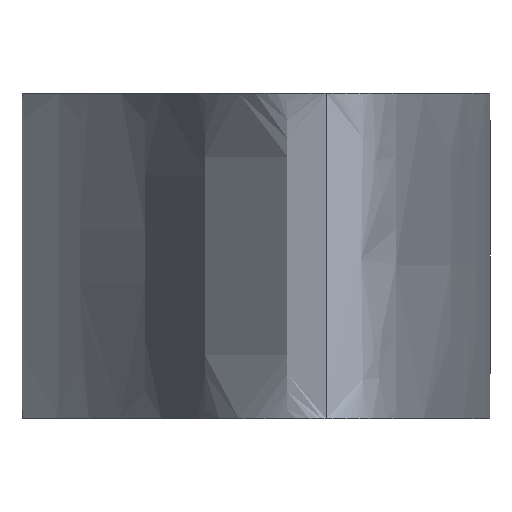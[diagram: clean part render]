
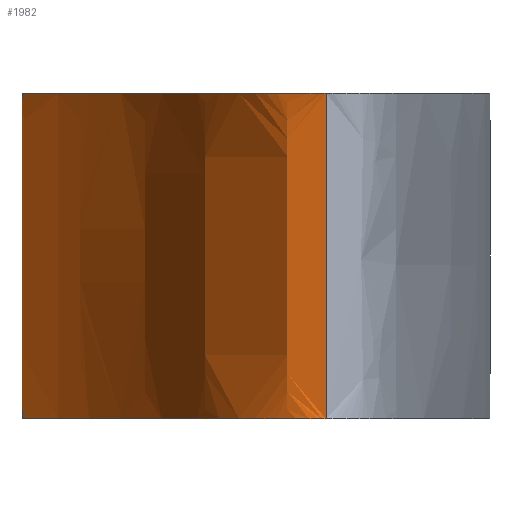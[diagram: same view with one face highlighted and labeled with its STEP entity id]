
A CAD part, left-side view. The second image highlights one B-rep face of the part: STEP entity #1982.
In plain terms, the highlighted face is a extrusion surface.
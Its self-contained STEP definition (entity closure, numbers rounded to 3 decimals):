
#1=CARTESIAN_POINT('',(0.,0.,0.));
#39=CARTESIAN_POINT('',(533.4,41.593,0.));
#40=CARTESIAN_POINT('',(531.341,41.961,0.));
#41=CARTESIAN_POINT('',(523.231,43.398,0.));
#42=CARTESIAN_POINT('',(509.065,45.795,0.));
#43=CARTESIAN_POINT('',(490.875,48.527,0.));
#44=CARTESIAN_POINT('',(472.702,51.11,0.));
#45=CARTESIAN_POINT('',(454.511,53.316,0.));
#46=CARTESIAN_POINT('',(436.346,55.44,0.));
#47=CARTESIAN_POINT('',(418.148,56.953,0.));
#48=CARTESIAN_POINT('',(399.972,58.383,0.));
#49=CARTESIAN_POINT('',(381.786,59.441,0.));
#50=CARTESIAN_POINT('',(363.606,60.325,0.));
#51=CARTESIAN_POINT('',(345.424,60.968,0.));
#52=CARTESIAN_POINT('',(327.243,61.439,0.));
#53=CARTESIAN_POINT('',(309.061,61.53,0.));
#54=CARTESIAN_POINT('',(290.88,61.57,0.));
#55=CARTESIAN_POINT('',(272.7,61.318,0.));
#56=CARTESIAN_POINT('',(254.518,60.977,0.));
#57=CARTESIAN_POINT('',(236.335,60.411,0.));
#58=CARTESIAN_POINT('',(218.154,59.523,0.));
#59=CARTESIAN_POINT('',(199.977,58.406,0.));
#60=CARTESIAN_POINT('',(181.789,57.216,0.));
#61=CARTESIAN_POINT('',(163.608,55.672,0.));
#62=CARTESIAN_POINT('',(145.42,53.875,0.));
#63=CARTESIAN_POINT('',(127.236,51.692,0.));
#64=CARTESIAN_POINT('',(109.056,49.127,0.));
#65=CARTESIAN_POINT('',(90.842,46.29,0.));
#66=CARTESIAN_POINT('',(72.639,42.717,0.));
#67=CARTESIAN_POINT('',(54.382,38.408,0.));
#68=CARTESIAN_POINT('',(39.181,33.822,0.));
#69=CARTESIAN_POINT('',(27.08,28.95,0.));
#70=CARTESIAN_POINT('',(17.781,24.187,0.));
#71=CARTESIAN_POINT('',(9.677,18.534,0.));
#72=CARTESIAN_POINT('',(4.064,12.68,0.));
#73=CARTESIAN_POINT('',(0.888,6.743,0.));
#74=CARTESIAN_POINT('',(-0.468,2.481,0.));
#75=CARTESIAN_POINT('',(0.,0.,0.));
#475=DIRECTION('',(0.,0.,-1.));
#476=VECTOR('',#475,65.);
#477=CARTESIAN_POINT('',(0.,0.,0.));
#478=LINE('',#477,#476);
#487=DIRECTION('',(0.,0.,-1.));
#488=VECTOR('',#487,65.);
#489=CARTESIAN_POINT('',(533.4,41.593,0.));
#490=LINE('',#489,#488);
#491=CARTESIAN_POINT('',(0.,0.,-65.));
#537=CARTESIAN_POINT('',(533.4,41.593,-65.));
#538=CARTESIAN_POINT('',(531.341,41.961,-65.));
#539=CARTESIAN_POINT('',(523.231,43.398,-65.));
#540=CARTESIAN_POINT('',(509.065,45.795,-65.));
#541=CARTESIAN_POINT('',(490.875,48.527,-65.));
#542=CARTESIAN_POINT('',(472.702,51.11,-65.));
#543=CARTESIAN_POINT('',(454.511,53.316,-65.));
#544=CARTESIAN_POINT('',(436.346,55.44,-65.));
#545=CARTESIAN_POINT('',(418.148,56.953,-65.));
#546=CARTESIAN_POINT('',(399.972,58.383,-65.));
#547=CARTESIAN_POINT('',(381.786,59.441,-65.));
#548=CARTESIAN_POINT('',(363.606,60.325,-65.));
#549=CARTESIAN_POINT('',(345.424,60.968,-65.));
#550=CARTESIAN_POINT('',(327.243,61.439,-65.));
#551=CARTESIAN_POINT('',(309.061,61.53,-65.));
#552=CARTESIAN_POINT('',(290.88,61.57,-65.));
#553=CARTESIAN_POINT('',(272.7,61.318,-65.));
#554=CARTESIAN_POINT('',(254.518,60.977,-65.));
#555=CARTESIAN_POINT('',(236.335,60.411,-65.));
#556=CARTESIAN_POINT('',(218.154,59.523,-65.));
#557=CARTESIAN_POINT('',(199.977,58.406,-65.));
#558=CARTESIAN_POINT('',(181.789,57.216,-65.));
#559=CARTESIAN_POINT('',(163.608,55.672,-65.));
#560=CARTESIAN_POINT('',(145.42,53.875,-65.));
#561=CARTESIAN_POINT('',(127.236,51.692,-65.));
#562=CARTESIAN_POINT('',(109.056,49.127,-65.));
#563=CARTESIAN_POINT('',(90.842,46.29,-65.));
#564=CARTESIAN_POINT('',(72.639,42.717,-65.));
#565=CARTESIAN_POINT('',(54.382,38.408,-65.));
#566=CARTESIAN_POINT('',(39.181,33.822,-65.));
#567=CARTESIAN_POINT('',(27.08,28.95,-65.));
#568=CARTESIAN_POINT('',(17.781,24.187,-65.));
#569=CARTESIAN_POINT('',(9.677,18.534,-65.));
#570=CARTESIAN_POINT('',(4.064,12.68,-65.));
#571=CARTESIAN_POINT('',(0.888,6.743,-65.));
#572=CARTESIAN_POINT('',(-0.468,2.481,-65.));
#573=CARTESIAN_POINT('',(0.,0.,-65.));
#1277=VERTEX_POINT('',#1);
#1281=CARTESIAN_POINT('',(533.4,41.593,0.));
#1282=VERTEX_POINT('',#1281);
#1283=VERTEX_POINT('',#491);
#1287=CARTESIAN_POINT('',(533.4,41.593,-65.));
#1288=VERTEX_POINT('',#1287);
#1932=CARTESIAN_POINT('',(0.365,-1.263,0.));
#1933=CARTESIAN_POINT('',(0.2,-0.85,0.));
#1934=CARTESIAN_POINT('',(-0.614,2.019,0.));
#1935=CARTESIAN_POINT('',(0.888,6.743,0.));
#1936=CARTESIAN_POINT('',(4.064,12.68,0.));
#1937=CARTESIAN_POINT('',(9.677,18.534,0.));
#1938=CARTESIAN_POINT('',(17.781,24.187,0.));
#1939=CARTESIAN_POINT('',(27.08,28.95,0.));
#1940=CARTESIAN_POINT('',(39.181,33.822,0.));
#1941=CARTESIAN_POINT('',(54.382,38.408,0.));
#1942=CARTESIAN_POINT('',(72.639,42.717,0.));
#1943=CARTESIAN_POINT('',(90.842,46.29,0.));
#1944=CARTESIAN_POINT('',(109.056,49.127,0.));
#1945=CARTESIAN_POINT('',(127.236,51.692,0.));
#1946=CARTESIAN_POINT('',(145.42,53.875,0.));
#1947=CARTESIAN_POINT('',(163.608,55.672,0.));
#1948=CARTESIAN_POINT('',(181.789,57.216,0.));
#1949=CARTESIAN_POINT('',(199.977,58.406,0.));
#1950=CARTESIAN_POINT('',(218.154,59.523,0.));
#1951=CARTESIAN_POINT('',(236.335,60.411,0.));
#1952=CARTESIAN_POINT('',(254.518,60.977,0.));
#1953=CARTESIAN_POINT('',(272.7,61.318,0.));
#1954=CARTESIAN_POINT('',(290.88,61.57,0.));
#1955=CARTESIAN_POINT('',(309.061,61.53,0.));
#1956=CARTESIAN_POINT('',(327.243,61.439,0.));
#1957=CARTESIAN_POINT('',(345.424,60.968,0.));
#1958=CARTESIAN_POINT('',(363.606,60.325,0.));
#1959=CARTESIAN_POINT('',(381.786,59.441,0.));
#1960=CARTESIAN_POINT('',(399.972,58.383,0.));
#1961=CARTESIAN_POINT('',(418.148,56.953,0.));
#1962=CARTESIAN_POINT('',(436.346,55.44,0.));
#1963=CARTESIAN_POINT('',(454.511,53.316,0.));
#1964=CARTESIAN_POINT('',(472.702,51.11,0.));
#1965=CARTESIAN_POINT('',(490.875,48.527,0.));
#1966=CARTESIAN_POINT('',(509.065,45.795,0.));
#1967=CARTESIAN_POINT('',(523.231,43.398,0.));
#1968=CARTESIAN_POINT('',(534.967,41.319,0.));
#1969=CARTESIAN_POINT('',(540.649,40.286,0.));
#1970=CARTESIAN_POINT('',(544.271,39.622,0.));
#1972=DIRECTION('',(0.,0.,1.));
#1973=VECTOR('',#1972,1.);
#1974=SURFACE_OF_LINEAR_EXTRUSION('',#1971,#1973);
#1975=ORIENTED_EDGE('',*,*,#1608,.T.);
#1976=ORIENTED_EDGE('',*,*,#1899,.T.);
#1978=ORIENTED_EDGE('',*,*,#1977,.F.);
#1979=ORIENTED_EDGE('',*,*,#1924,.F.);
#1980=EDGE_LOOP('',(#1975,#1976,#1978,#1979));
#1981=FACE_OUTER_BOUND('',#1980,.F.);
#1982=ADVANCED_FACE('',(#1981),#1974,.F.);
#76=B_SPLINE_CURVE_WITH_KNOTS('',3,(#39,#40,#41,#42,#43,#44,#45,#46,#47,#48,#49,
#50,#51,#52,#53,#54,#55,#56,#57,#58,#59,#60,#61,#62,#63,#64,#65,#66,#67,#68,#69,
#70,#71,#72,#73,#74,#75),.UNSPECIFIED.,.F.,.F.,(4,1,1,1,1,1,1,1,1,1,1,1,1,1,1,1,
1,1,1,1,1,1,1,1,1,1,1,1,1,1,1,1,1,1,4),(0.,0.011,
0.045,0.078,0.111,0.144,
0.178,0.211,0.244,0.277,
0.309,0.342,0.375,0.408,
0.441,0.474,0.507,0.54,
0.573,0.606,0.639,0.672,
0.705,0.738,0.771,0.805,
0.838,0.872,0.906,0.924,
0.943,0.963,0.978,0.986,1.),
.UNSPECIFIED.);
#574=B_SPLINE_CURVE_WITH_KNOTS('',3,(#537,#538,#539,#540,#541,#542,#543,#544,
#545,#546,#547,#548,#549,#550,#551,#552,#553,#554,#555,#556,#557,#558,#559,#560,
#561,#562,#563,#564,#565,#566,#567,#568,#569,#570,#571,#572,#573),.UNSPECIFIED.,
.F.,.F.,(4,1,1,1,1,1,1,1,1,1,1,1,1,1,1,1,1,1,1,1,1,1,1,1,1,1,1,1,1,1,1,1,1,1,4),
(0.,0.011,0.045,0.078,0.111,
0.144,0.178,0.211,0.244,
0.277,0.309,0.342,0.375,
0.408,0.441,0.474,0.507,
0.54,0.573,0.606,0.639,
0.672,0.705,0.738,0.771,
0.805,0.838,0.872,0.906,
0.924,0.943,0.963,0.978,
0.986,1.),.UNSPECIFIED.);
#1608=EDGE_CURVE('',#1282,#1277,#76,.T.);
#1899=EDGE_CURVE('',#1277,#1283,#478,.T.);
#1924=EDGE_CURVE('',#1282,#1288,#490,.T.);
#1971=B_SPLINE_CURVE_WITH_KNOTS('',3,(#1932,#1933,#1934,#1935,#1936,#1937,#1938,
#1939,#1940,#1941,#1942,#1943,#1944,#1945,#1946,#1947,#1948,#1949,#1950,#1951,
#1952,#1953,#1954,#1955,#1956,#1957,#1958,#1959,#1960,#1961,#1962,#1963,#1964,
#1965,#1966,#1967,#1968,#1969,#1970),.UNSPECIFIED.,.F.,.F.,(4,1,1,1,1,1,1,1,1,1,
1,1,1,1,1,1,1,1,1,1,1,1,1,1,1,1,1,1,1,1,1,1,1,1,1,1,4),(0.,0.002,
0.016,0.024,0.038,0.058,
0.076,0.094,0.128,0.161,
0.193,0.226,0.259,0.291,
0.323,0.356,0.388,0.42,
0.452,0.485,0.517,0.549,
0.581,0.613,0.646,0.678,
0.71,0.742,0.774,0.807,
0.839,0.872,0.904,0.937,
0.969,0.98,1.),.UNSPECIFIED.);
#1977=EDGE_CURVE('',#1288,#1283,#574,.T.);
